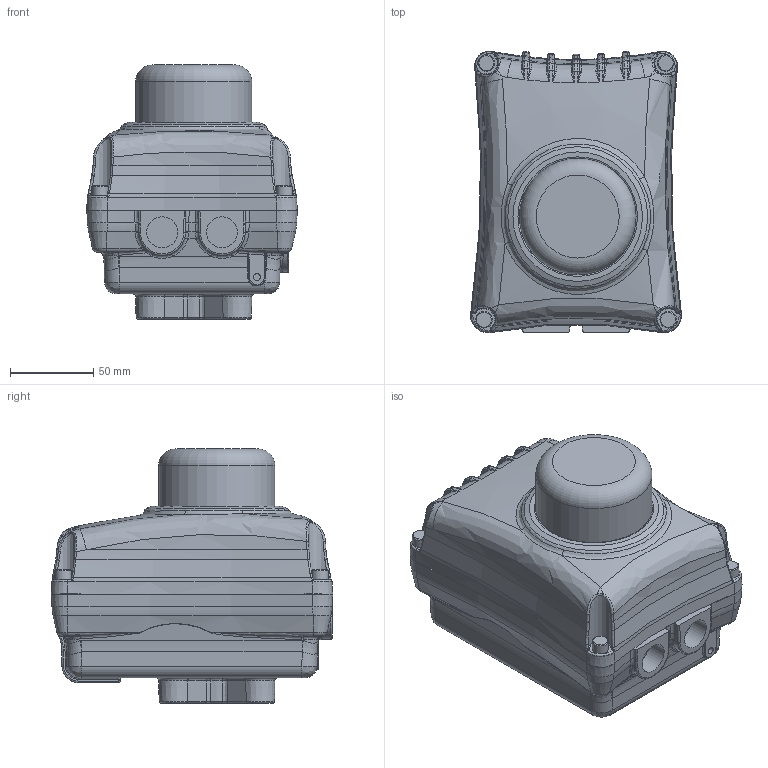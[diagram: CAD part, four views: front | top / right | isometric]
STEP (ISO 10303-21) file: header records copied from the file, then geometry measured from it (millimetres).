
FILE_DESCRIPTION(/* description */ (''),/* implementation_level */ '2;1');
FILE_NAME(/* name */ 'SA05.step',/* time_stamp */ '2014-09-18T08:55:49+09:00',/* author */ (''),/* organization */ (''),/* preprocessor_version */ 'ST-DEVELOPER v11',/* originating_system */ 'SIEMENS PLM Software NX 7.5',/* authorisation */ '');
FILE_SCHEMA (('AUTOMOTIVE_DESIGN { 1 0 10303 214 1 1 1 1 }'));
Length unit declared in the file: millimetre
Products named in the file (8): SA05 - Center Column; Assy - Indicator; SA05 - Indicator; RETAINER - 12 x 25 x 7; SA05 - Manual Shaft; SA05 - Top Cover Line; SA05 - Body Line; Assy - SA05 Line OUT LINE
Assembly tree (8 placements, depth 2):
  Assy - SA05 Line OUT LINE
    SA05 - Body Line
    SA05 - Top Cover Line
    SA05 - Manual Shaft  x2
    RETAINER - 12 x 25 x 7
    SA05 - Indicator
    Assy - Indicator
    SA05 - Center Column
Bounding box: 127.03 x 169.6 x 153 mm (x, y, z)
Volume: 1886385.8 mm3; surface area: 174332.3 mm2
Topology: 11 solids, 11 shells, 1221 faces, 2896 edges, 1689 vertices
Faces by surface type: bspline 510, cylinder 218, plane 186, torus 165, cone 142
Full cylindrical faces by diameter (mm): 3.2 x6, 4.2 x6, 5 x8, 5.188 x4, 6.5 x4, 7 x8, 10 x4, 12 x3, 14 x1, 18.631 x2, 21 x1, 23 x1, 25 x3, 25.5 x1, 70 x2, 86 x1
Entity records: 49565 total; most frequent: CARTESIAN_POINT 25594, ORIENTED_EDGE 5362, DIRECTION 4325, EDGE_CURVE 2681, AXIS2_PLACEMENT_3D 1922, VERTEX_POINT 1629, EDGE_LOOP 1356, ADVANCED_FACE 1210
